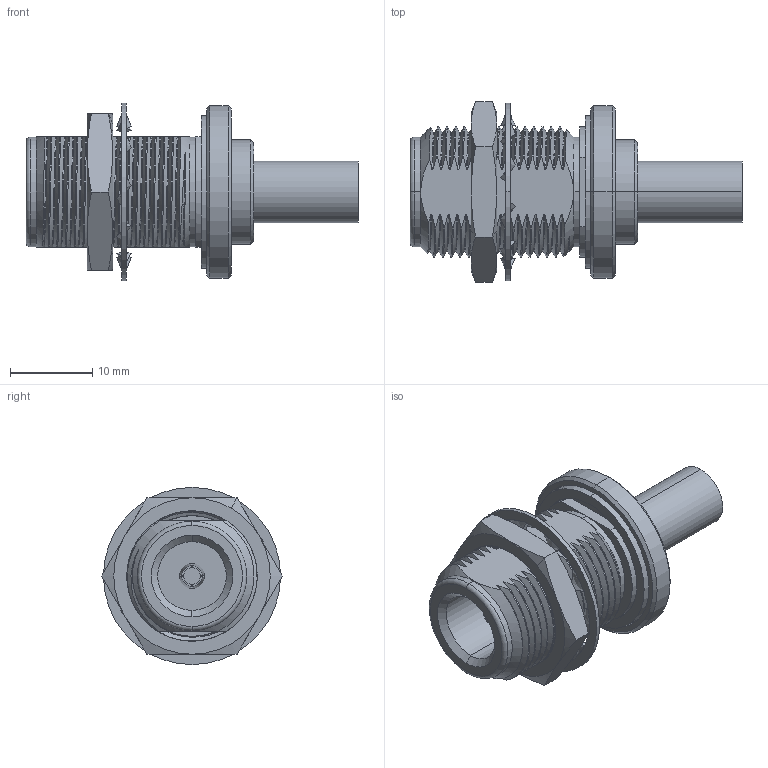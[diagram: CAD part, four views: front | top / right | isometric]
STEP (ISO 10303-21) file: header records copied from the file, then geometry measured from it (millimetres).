
FILE_DESCRIPTION (( 'STEP AP214' ), '1' );
FILE_NAME ('FMCN5285_3D.step', '2024-10-10T23:11:50', ( '' ), ( '' ), 'SwSTEP 2.0', 'SolidWorks 2022', '' );
FILE_SCHEMA (( 'AUTOMOTIVE_DESIGN' ));
Length unit declared in the file: inch
Products named in the file (1): FMCN5285_3D
Bounding box: 40.44 x 22 x 21.59 mm (x, y, z)
Volume: 5216.1 mm3; surface area: 5165.3 mm2
Topology: 6 solids, 6 shells, 345 faces, 963 edges, 638 vertices
Faces by surface type: bspline 147, cylinder 99, plane 57, cone 40, torus 2
Entity records: 77125 total; most frequent: CARTESIAN_POINT 69887, ORIENTED_EDGE 1926, EDGE_CURVE 963, DIRECTION 959, VERTEX_POINT 638, AXIS2_PLACEMENT_3D 375, EDGE_LOOP 365, B_SPLINE_CURVE_WITH_KNOTS 351
